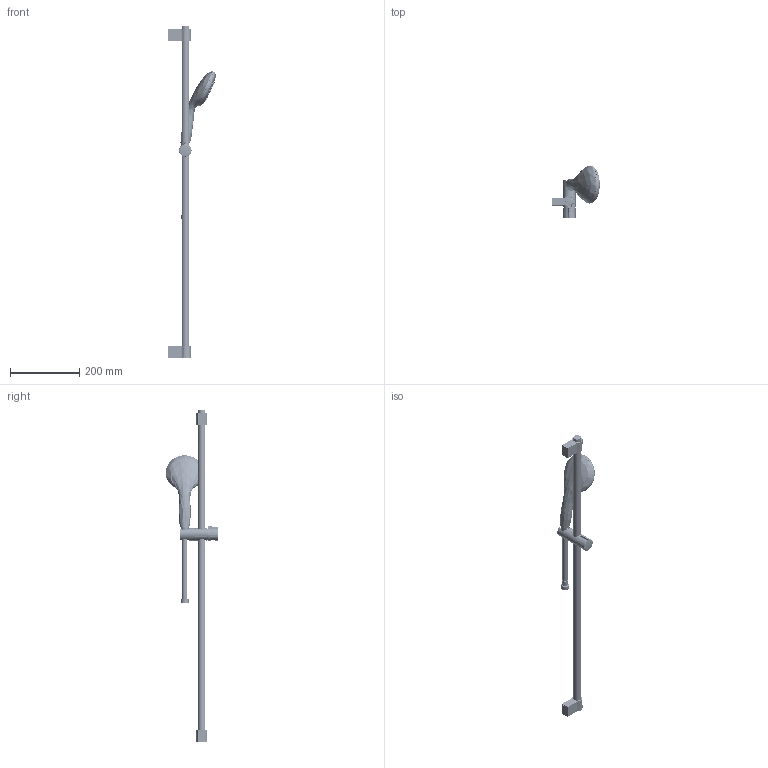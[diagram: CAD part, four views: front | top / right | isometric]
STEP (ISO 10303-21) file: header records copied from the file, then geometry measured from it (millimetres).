
FILE_DESCRIPTION(/* description */ ('Unknown'),/* implementation_level */ '2;1');
FILE_NAME(/* name */ '27925003',/* time_stamp */ '2023-01-09T10:02:06+01:00',/* author */ ('Unknown'),/* organization */ ('GROHE AG'),/* preprocessor_version */ 'ST-DEVELOPER v16.7',/* originating_system */ 'DEX',/* authorisation */ $);
FILE_SCHEMA (('AUTOMOTIVE_DESIGN {1 0 10303 214 3 1 1}'));
Products named in the file (1): 27925003
Bounding box: 139.55 x 152.27 x 961.05 mm (x, y, z)
Volume: 319346.5 mm3; surface area: 343477.2 mm2
Topology: 17 solids, 22 shells, 7882 faces, 19539 edges, 11347 vertices
Faces by surface type: bspline 4183, cylinder 1330, plane 1010, torus 712, sphere 332, cone 315
Full cylindrical faces by diameter (mm): 2.8 x158, 3.7 x79, 4.3 x1, 14 x2, 14.9 x1, 15 x1, 15.3 x1, 16 x1, 16.2 x2, 16.4 x1, 18 x1, 18.5 x1, 18.63 x1, 18.631 x1, 19.9 x1, 20.2 x1, 20.7 x1, 21.2 x3, 21.3 x1, 21.9 x1, 22 x1, 22.9 x2, 23 x2, 23.3 x1, 32 x1, 33.4 x2, 36 x2, 90.8 x1, 100 x1, 100.004 x1
Entity records: 294710 total; most frequent: CARTESIAN_POINT 145617, ORIENTED_EDGE 34496, DIRECTION 22441, EDGE_CURVE 17248, VERTEX_POINT 10510, AXIS2_PLACEMENT_3D 9911, EDGE_LOOP 9402, FACE_BOUND 9402
